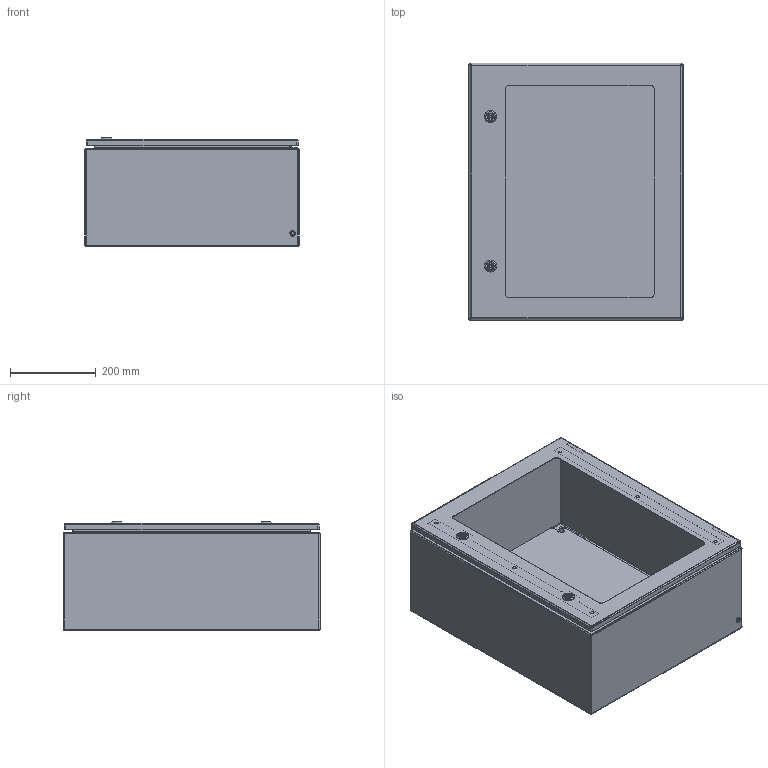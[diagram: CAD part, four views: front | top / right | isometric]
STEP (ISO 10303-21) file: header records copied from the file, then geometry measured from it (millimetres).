
FILE_DESCRIPTION(/* description */ (''),/* implementation_level */ '2;1');
FILE_NAME(/* name */ 'INX605025.stp',/* time_stamp */ '2018-04-10T10:04:39+02:00',/* author */ (''),/* organization */ (''),/* preprocessor_version */ 'ST-DEVELOPER v15',/* originating_system */ 'SIEMENS PLM Software NX 9.0',/* authorisation */ '');
FILE_SCHEMA (('CONFIG_CONTROL_DESIGN'));
Length unit declared in the file: millimetre
Products named in the file (13): 995.P048_01; JUNTA_SILICONA_6060_stp; X6X67152_1_REFUERZO_A=6006241626; TUERCA_M6_ESTRIADA4121627; TUERCA_CIERRE9771628; X6X67152_REFUERZO_A=60011891629; Puerta_600X500_RF1566; Cuerpo_605025_cod_660692249; PL6050_stp; 92695_1_TUERCA_REM_CERRADA_6X221731; CIERRE_INOX13541634; PUERTA2_INOX247; INX605025_stp
Assembly tree (19 placements, depth 4):
  INX605025_stp
    PUERTA2_INOX247
      Puerta_600X500_RF1566
      CIERRE_INOX13541634  x2
        995.P048_01
      X6X67152_REFUERZO_A=60011891629
      TUERCA_CIERRE9771628  x2
      TUERCA_M6_ESTRIADA4121627  x6
      X6X67152_1_REFUERZO_A=6006241626
      JUNTA_SILICONA_6060_stp
    92695_1_TUERCA_REM_CERRADA_6X221731
    PL6050_stp
    Cuerpo_605025_cod_660692249
Bounding box: 500 x 601.65 x 253.5 mm (x, y, z)
Volume: 2096973.9 mm3; surface area: 2794555 mm2
Topology: 24 solids, 24 shells, 1296 faces, 3204 edges, 1987 vertices
Faces by surface type: plane 630, cylinder 517, bspline 55, cone 35, torus 31, sphere 28
Full cylindrical faces by diameter (mm): 3.3 x8, 5 x2, 5.2 x19, 5.25 x21, 5.85 x2, 6 x7, 6.5 x5, 6.8 x2, 7 x2, 7.4 x1, 8 x4, 8.4 x4, 8.5 x3, 8.9 x1, 9 x5, 9.5 x2, 10 x2, 12.9 x1, 16.25 x4, 17 x4, 19.3 x2, 20.25 x2
Entity records: 28604 total; most frequent: CARTESIAN_POINT 5926, ORIENTED_EDGE 4368, DIRECTION 4364, EDGE_CURVE 2184, AXIS2_PLACEMENT_3D 1627, VERTEX_POINT 1370, LINE 1110, VECTOR 1110
